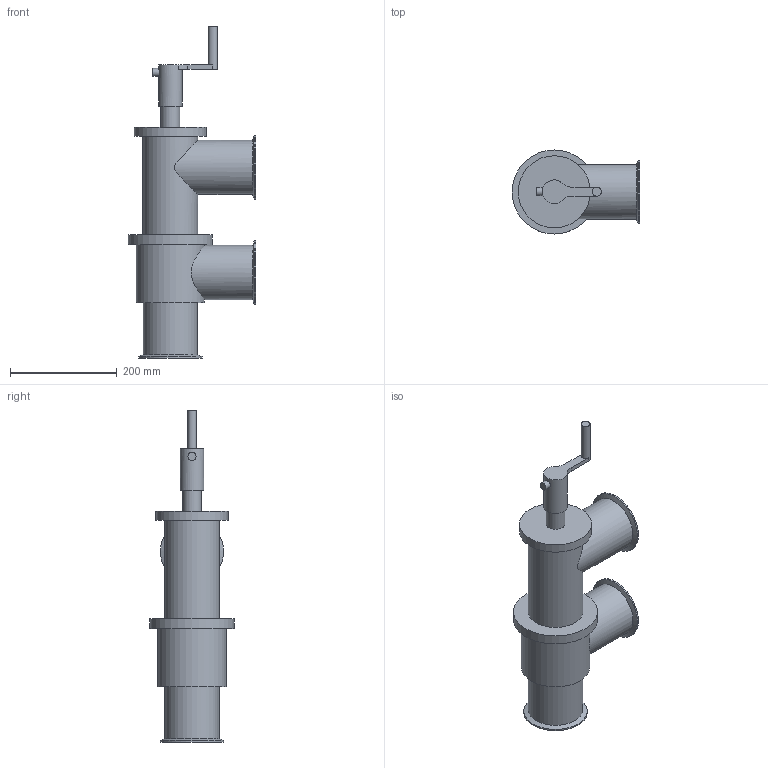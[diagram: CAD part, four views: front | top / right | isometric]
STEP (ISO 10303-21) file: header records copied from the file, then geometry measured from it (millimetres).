
FILE_DESCRIPTION(/* description */ (''),/* implementation_level */ '2;1');
FILE_NAME(/* name */ 'WFM_C._40.stp',/* time_stamp */ '2021-08-19T18:02:11+09:00',/* author */ ('m'),/* organization */ (''),/* preprocessor_version */ 'ST-DEVELOPER v18.1',/* originating_system */ 'Autodesk Inventor 2021',/* authorisation */ '');
FILE_SCHEMA (('AUTOMOTIVE_DESIGN { 1 0 10303 214 3 1 1 }'));
Length unit declared in the file: millimetre
Products named in the file (1): WFM_C._40
Bounding box: 238.75 x 157.5 x 621.8 mm (x, y, z)
Volume: 4079088.9 mm3; surface area: 451665.3 mm2
Topology: 3 solids, 3 shells, 42 faces, 80 edges, 52 vertices
Faces by surface type: cylinder 21, plane 18, cone 3
Full cylindrical faces by diameter (mm): 15 x1, 17 x1, 35 x1, 44 x1, 97.6 x3, 101.6 x3, 102.6 x1, 119 x3, 128 x1, 135 x1, 157.5 x1
Entity records: 1431 total; most frequent: CARTESIAN_POINT 523, DIRECTION 190, ORIENTED_EDGE 160, EDGE_CURVE 80, AXIS2_PLACEMENT_3D 79, VERTEX_POINT 52, EDGE_LOOP 50, FACE_OUTER_BOUND 42
